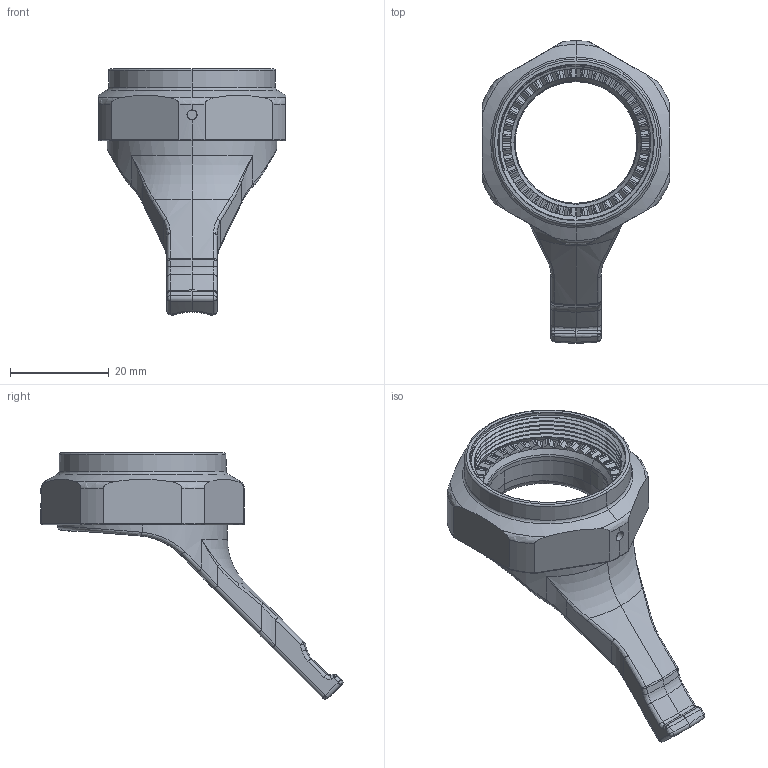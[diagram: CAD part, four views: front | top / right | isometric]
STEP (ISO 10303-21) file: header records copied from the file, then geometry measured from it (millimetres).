
FILE_DESCRIPTION (( 'STEP AP203' ), '1' );
FILE_NAME ('09F7A721XM21.STEP', '2019-05-22T17:23:13', ( 'Admin' ), ( 'Hewlett-Packard Company' ), 'SwSTEP 2.0', 'SolidWorks 2018', '' );
FILE_SCHEMA (( 'CONFIG_CONTROL_DESIGN' ));
Length unit declared in the file: inch
Products named in the file (5): 09F7A721XM21; IM09XXA721-XXXX v_3_IM09FA721-2000; 09-SCP1003-xxxx_Size-18; 12-341500-xxxx_-1295; IM09F7721-XXXX_FM-2100
Assembly tree (5 placements, depth 2):
  09F7A721XM21
    IM09XXA721-XXXX v_3_IM09FA721-2000
    09-SCP1003-xxxx_Size-18  x2
    12-341500-xxxx_-1295
    IM09F7721-XXXX_FM-2100
Bounding box: 38.1 x 61.33 x 49.99 mm (x, y, z)
Volume: 10395.7 mm3; surface area: 9823.5 mm2
Topology: 5 solids, 5 shells, 780 faces, 2131 edges, 1357 vertices
Faces by surface type: plane 267, cylinder 200, cone 166, torus 68, bspline 67, sphere 12
Entity records: 29021 total; most frequent: CARTESIAN_POINT 11174, ORIENTED_EDGE 4114, DIRECTION 3121, EDGE_CURVE 2057, VERTEX_POINT 1309, AXIS2_PLACEMENT_3D 1250, EDGE_LOOP 758, FACE_OUTER_BOUND 753
